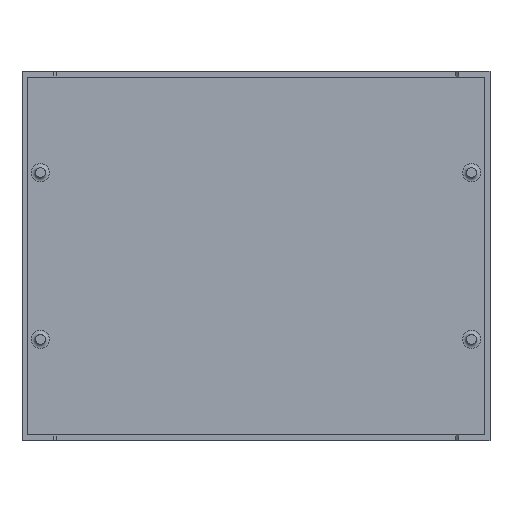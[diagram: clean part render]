
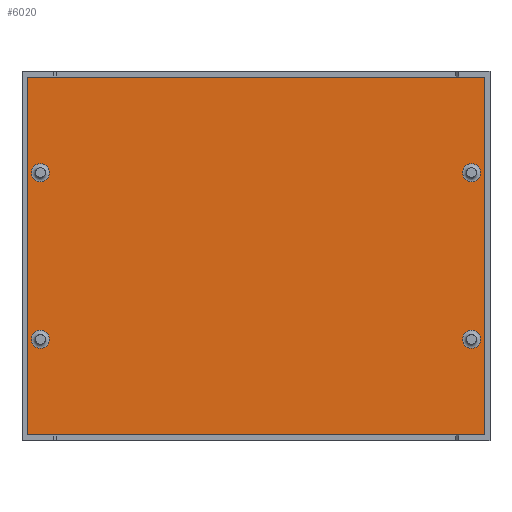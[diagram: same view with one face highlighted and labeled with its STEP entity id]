
A CAD part, front view. The second image highlights one B-rep face of the part: STEP entity #6020.
In plain terms, the highlighted planar face has unit normal (0, -1, 0).
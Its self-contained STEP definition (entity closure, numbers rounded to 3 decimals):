
#302=CIRCLE('',#6293,1.1);
#303=CIRCLE('',#6294,1.1);
#304=CIRCLE('',#6295,1.1);
#305=CIRCLE('',#6296,1.1);
#318=ORIENTED_EDGE('',*,*,#1538,.T.);
#319=ORIENTED_EDGE('',*,*,#1539,.T.);
#320=ORIENTED_EDGE('',*,*,#1540,.T.);
#321=ORIENTED_EDGE('',*,*,#1541,.T.);
#322=ORIENTED_EDGE('',*,*,#1542,.T.);
#323=ORIENTED_EDGE('',*,*,#1543,.F.);
#324=ORIENTED_EDGE('',*,*,#1544,.F.);
#325=ORIENTED_EDGE('',*,*,#1535,.T.);
#1535=EDGE_CURVE('',#2146,#2145,#2563,.T.);
#1538=EDGE_CURVE('',#2148,#2148,#302,.T.);
#1539=EDGE_CURVE('',#2149,#2149,#303,.T.);
#1540=EDGE_CURVE('',#2150,#2150,#304,.T.);
#1541=EDGE_CURVE('',#2151,#2151,#305,.T.);
#1542=EDGE_CURVE('',#2145,#2152,#2566,.T.);
#1543=EDGE_CURVE('',#2153,#2152,#2567,.T.);
#1544=EDGE_CURVE('',#2146,#2153,#2568,.T.);
#2145=VERTEX_POINT('',#7350);
#2146=VERTEX_POINT('',#7352);
#2148=VERTEX_POINT('',#7358);
#2149=VERTEX_POINT('',#7360);
#2150=VERTEX_POINT('',#7362);
#2151=VERTEX_POINT('',#7364);
#2152=VERTEX_POINT('',#7366);
#2153=VERTEX_POINT('',#7368);
#2563=LINE('',#7351,#2950);
#2566=LINE('',#7365,#2953);
#2567=LINE('',#7367,#2954);
#2568=LINE('',#7369,#2955);
#2950=VECTOR('',#6518,1000.);
#2953=VECTOR('',#6531,1000.);
#2954=VECTOR('',#6532,1000.);
#2955=VECTOR('',#6533,1000.);
#3337=EDGE_LOOP('',(#318));
#3338=EDGE_LOOP('',(#319));
#3339=EDGE_LOOP('',(#320));
#3340=EDGE_LOOP('',(#321));
#3341=EDGE_LOOP('',(#322,#323,#324,#325));
#3663=FACE_BOUND('',#3337,.T.);
#3664=FACE_BOUND('',#3338,.T.);
#3665=FACE_BOUND('',#3339,.T.);
#3666=FACE_BOUND('',#3340,.T.);
#3667=FACE_BOUND('',#3341,.T.);
#3989=PLANE('',#6292);
#6020=ADVANCED_FACE('',(#3663,#3664,#3665,#3666,#3667),#3989,.F.);
#6292=AXIS2_PLACEMENT_3D('',#7356,#6521,#6522);
#6293=AXIS2_PLACEMENT_3D('',#7357,#6523,#6524);
#6294=AXIS2_PLACEMENT_3D('',#7359,#6525,#6526);
#6295=AXIS2_PLACEMENT_3D('',#7361,#6527,#6528);
#6296=AXIS2_PLACEMENT_3D('',#7363,#6529,#6530);
#6518=DIRECTION('',(0.,0.,-1.));
#6521=DIRECTION('',(0.,1.,0.));
#6522=DIRECTION('',(-1.,0.,0.));
#6523=DIRECTION('',(0.,1.,0.));
#6524=DIRECTION('',(-1.,0.,0.));
#6525=DIRECTION('',(0.,1.,0.));
#6526=DIRECTION('',(-1.,0.,0.));
#6527=DIRECTION('',(0.,1.,0.));
#6528=DIRECTION('',(-1.,0.,0.));
#6529=DIRECTION('',(0.,1.,0.));
#6530=DIRECTION('',(-1.,0.,0.));
#6531=DIRECTION('',(1.,0.,0.));
#6532=DIRECTION('',(0.,0.,-1.));
#6533=DIRECTION('',(1.,0.,0.));
#7350=CARTESIAN_POINT('',(-27.8,-31.8,-21.8));
#7351=CARTESIAN_POINT('',(-27.8,-31.8,21.8));
#7352=CARTESIAN_POINT('',(-27.8,-31.8,21.8));
#7356=CARTESIAN_POINT('',(-27.8,-31.8,21.8));
#7357=CARTESIAN_POINT('',(-26.25,-31.8,10.15));
#7358=CARTESIAN_POINT('',(-27.35,-31.8,10.15));
#7359=CARTESIAN_POINT('',(26.25,-31.8,-10.15));
#7360=CARTESIAN_POINT('',(25.15,-31.8,-10.15));
#7361=CARTESIAN_POINT('',(26.25,-31.8,10.15));
#7362=CARTESIAN_POINT('',(25.15,-31.8,10.15));
#7363=CARTESIAN_POINT('',(-26.25,-31.8,-10.15));
#7364=CARTESIAN_POINT('',(-27.35,-31.8,-10.15));
#7365=CARTESIAN_POINT('',(-27.8,-31.8,-21.8));
#7366=CARTESIAN_POINT('',(27.8,-31.8,-21.8));
#7367=CARTESIAN_POINT('',(27.8,-31.8,21.8));
#7368=CARTESIAN_POINT('',(27.8,-31.8,21.8));
#7369=CARTESIAN_POINT('',(-27.8,-31.8,21.8));
